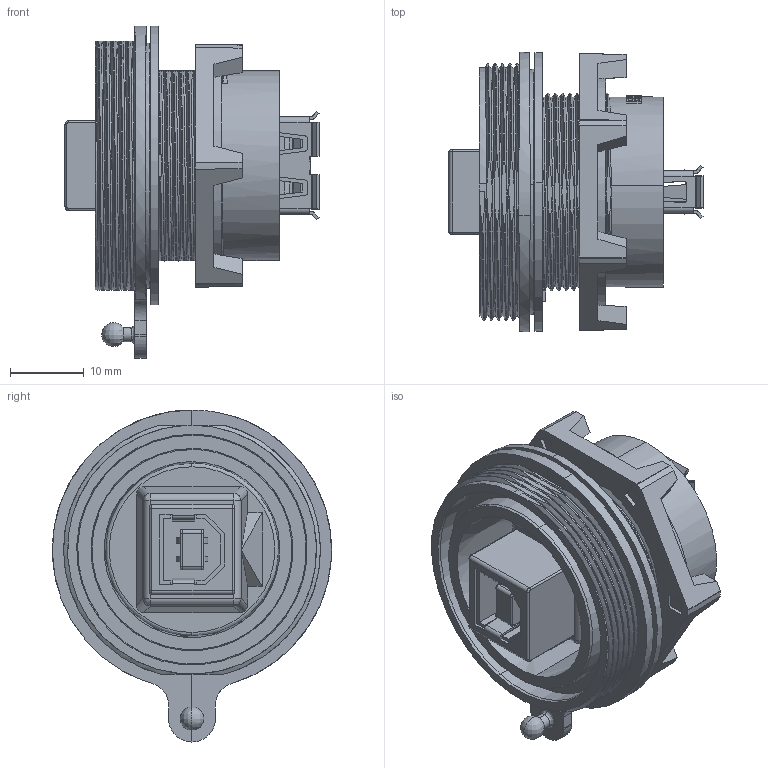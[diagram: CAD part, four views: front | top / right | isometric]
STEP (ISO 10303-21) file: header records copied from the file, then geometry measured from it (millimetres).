
FILE_DESCRIPTION(('STEP AP242'),'1');
FILE_NAME('px0842-b.stp','2023-02-24T09:48:35',('TraceParts'),('TraceParts S.A.'),'Spatial InterOp 3D',' ',' ');
FILE_SCHEMA(('AP242_MANAGED_MODEL_BASED_3D_ENGINEERING_MIM_LF {1 0 10303 442 1 1 4}'));
Length unit declared in the file: millimetre
Products named in the file (1): px0842-b_1
Bounding box: 34.5 x 37.93 x 45.09 mm (x, y, z)
Volume: 12564.9 mm3; surface area: 13048.8 mm2
Topology: 2 solids, 2 shells, 1027 faces, 2930 edges, 1885 vertices
Faces by surface type: plane 547, cylinder 258, bspline 142, cone 80
Entity records: 59219 total; most frequent: CARTESIAN_POINT 23896, ORIENTED_EDGE 5844, DIRECTION 5135, EDGE_CURVE 2922, VERTEX_POINT 1885, AXIS2_PLACEMENT_3D 1812, PRESENTATION_STYLE_ASSIGNMENT 1522, COLOUR_RGB 1522
